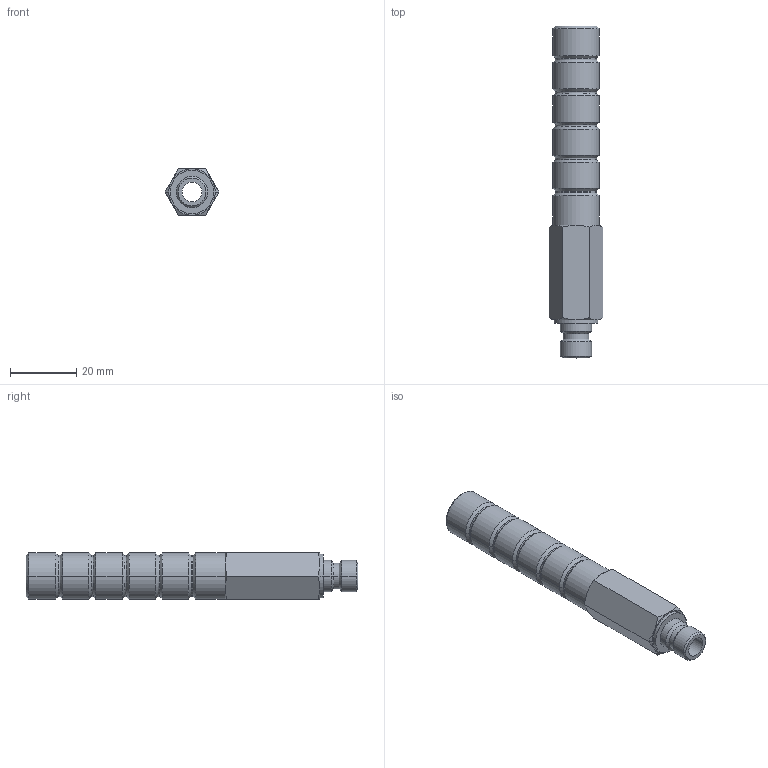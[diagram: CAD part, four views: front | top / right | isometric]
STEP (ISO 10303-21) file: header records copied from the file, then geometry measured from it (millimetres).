
FILE_DESCRIPTION(('STEP AP214'),'1');
FILE_NAME('esdm_1415-60_na.stp','2020-04-22T06:12:32',('TraceParts'),('TraceParts S.A.'),'Spatial InterOp 3D',' ',' ');
FILE_SCHEMA(('automotive_design'));
Length unit declared in the file: millimetre
Products named in the file (1): 1
Bounding box: 16.17 x 100 x 14.01 mm (x, y, z)
Volume: 11815.4 mm3; surface area: 6606.2 mm2
Topology: 1 solids, 1 shells, 87 faces, 178 edges, 96 vertices
Faces by surface type: cone 44, cylinder 32, plane 11
Entity records: 2972 total; most frequent: CARTESIAN_POINT 458, DIRECTION 414, ORIENTED_EDGE 356, EDGE_CURVE 178, AXIS2_PLACEMENT_3D 172, VERTEX_POINT 96, EDGE_LOOP 92, STYLED_ITEM 87
